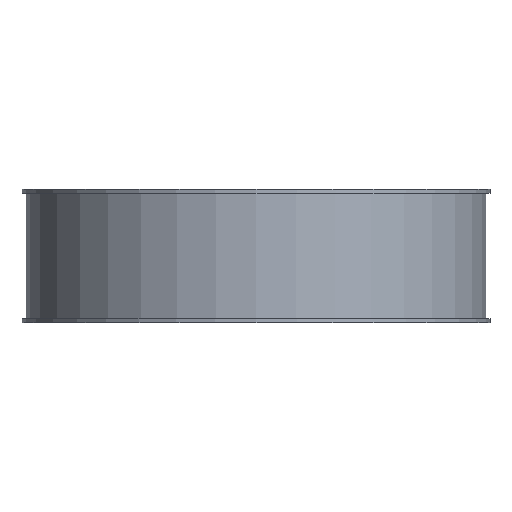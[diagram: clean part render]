
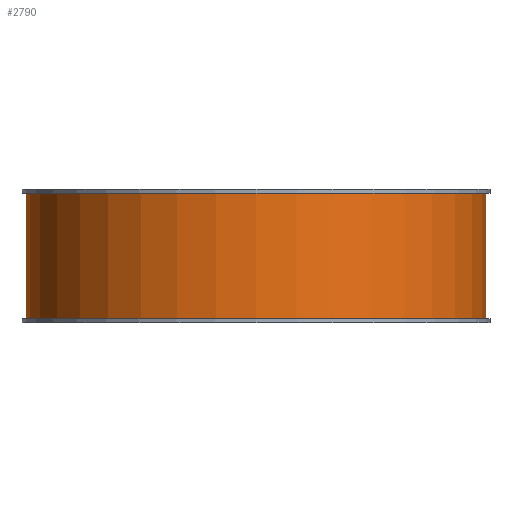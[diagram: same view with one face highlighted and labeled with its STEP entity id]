
A CAD part, front view. The second image highlights one B-rep face of the part: STEP entity #2790.
In plain terms, the highlighted cylindrical face has radius 71.12 mm (diameter 142.24 mm), a full revolution.
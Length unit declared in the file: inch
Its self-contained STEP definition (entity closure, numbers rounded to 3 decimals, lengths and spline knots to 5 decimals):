
#96 = ORIENTED_EDGE ( 'NONE', *, *, #207, .F. ) ;
#207 = EDGE_CURVE ( 'NONE', #322, #322, #1000, .T. ) ;
#283 = ORIENTED_EDGE ( 'NONE', *, *, #1822, .T. ) ;
#312 = CARTESIAN_POINT ( 'NONE',  ( 2.8, 0., 1.575 ) ) ;
#322 = VERTEX_POINT ( 'NONE', #312 ) ;
#936 = AXIS2_PLACEMENT_3D ( 'NONE', #2556, #2551, #2540 ) ;
#1000 = CIRCLE ( 'NONE', #936, 2.8 ) ;
#1576 = EDGE_LOOP ( 'NONE', ( #96 ) ) ;
#1786 = DIRECTION ( 'NONE',  ( 1., 0., 0. ) ) ;
#1805 = DIRECTION ( 'NONE',  ( 0., 0., 1. ) ) ;
#1818 = CARTESIAN_POINT ( 'NONE',  ( 0., 0., 0. ) ) ;
#1822 = EDGE_CURVE ( 'NONE', #3182, #3182, #2405, .T. ) ;
#1833 = CYLINDRICAL_SURFACE ( 'NONE', #3099, 2.8 ) ;
#1850 = FACE_OUTER_BOUND ( 'NONE', #2386, .T. ) ;
#1868 = FACE_OUTER_BOUND ( 'NONE', #1576, .T. ) ;
#1912 = DIRECTION ( 'NONE',  ( 1., 0., 0. ) ) ;
#1914 = DIRECTION ( 'NONE',  ( 0., 0., 1. ) ) ;
#1916 = CARTESIAN_POINT ( 'NONE',  ( 0., 0., 0.05 ) ) ;
#2386 = EDGE_LOOP ( 'NONE', ( #283 ) ) ;
#2404 = AXIS2_PLACEMENT_3D ( 'NONE', #1916, #1914, #1912 ) ;
#2405 = CIRCLE ( 'NONE', #2404, 2.8 ) ;
#2540 = DIRECTION ( 'NONE',  ( 1., 0., 0. ) ) ;
#2551 = DIRECTION ( 'NONE',  ( 0., 0., 1. ) ) ;
#2556 = CARTESIAN_POINT ( 'NONE',  ( 0., 0., 1.575 ) ) ;
#2790 = ADVANCED_FACE ( 'NONE', ( #1868, #1850 ), #1833, .T. ) ;
#3099 = AXIS2_PLACEMENT_3D ( 'NONE', #1818, #1805, #1786 ) ;
#3178 = CARTESIAN_POINT ( 'NONE',  ( 2.8, 0., 0.05 ) ) ;
#3182 = VERTEX_POINT ( 'NONE', #3178 ) ;
